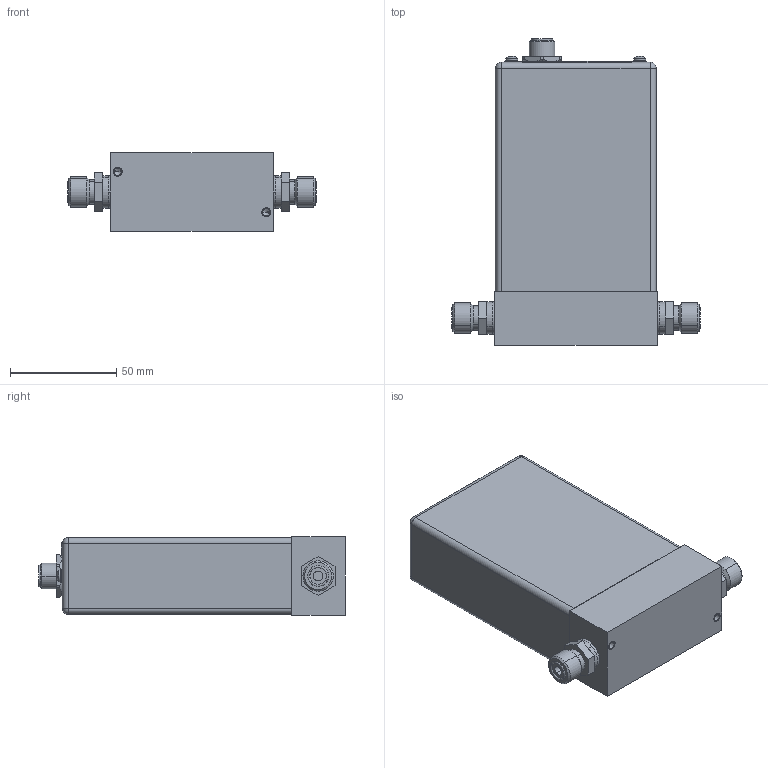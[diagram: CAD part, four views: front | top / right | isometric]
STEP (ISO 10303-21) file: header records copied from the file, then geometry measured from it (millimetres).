
FILE_DESCRIPTION((''),'2;1');
FILE_NAME('DNET_4VCO_ASM','2013-10-25T',('cockrofm'),('MKS Instruments, Inc.'),'PRO/ENGINEER BY PARAMETRIC TECHNOLOGY CORPORATION, 2009060','PRO/ENGINEER BY PARAMETRIC TECHNOLOGY CORPORATION, 2009060','');
FILE_SCHEMA(('AUTOMOTIVE_DESIGN { 1 2 10303 214 0 1 1 1 }'));
Length unit declared in the file: inch
Products named in the file (10): 118253_DUMMY_OUTLINE; 116159_FITTING_4VCO; 4VCO_ASM; 1042450_ENCLOSURE; 1032904_DNET-CONN; 1011702-002_4-40_PAN-HD-SEMS; 133675_DNET_CONN_NUT; 1038688_CONN_RJ45; 119937-P9_SMALL-SINGLE; DNET_4VCO_ASM
Assembly tree (11 placements, depth 3):
  DNET_4VCO_ASM
    4VCO_ASM
      118253_DUMMY_OUTLINE
      116159_FITTING_4VCO  x2
    1042450_ENCLOSURE
    1032904_DNET-CONN
    1011702-002_4-40_PAN-HD-SEMS  x2
    133675_DNET_CONN_NUT
    1038688_CONN_RJ45
    119937-P9_SMALL-SINGLE
Bounding box: 116.92 x 144.02 x 36.83 mm (x, y, z)
Volume: 102061.3 mm3; surface area: 72725.3 mm2
Topology: 10 solids, 18 shells, 433 faces, 1024 edges, 652 vertices
Faces by surface type: plane 179, cylinder 156, bspline 40, cone 30, torus 20, sphere 8
Entity records: 12673 total; most frequent: CARTESIAN_POINT 2321, DIRECTION 1790, ORIENTED_EDGE 1584, EDGE_CURVE 804, AXIS2_PLACEMENT_3D 688, VERTEX_POINT 522, PRESENTATION_STYLE_ASSIGNMENT 519, STYLED_ITEM 517
